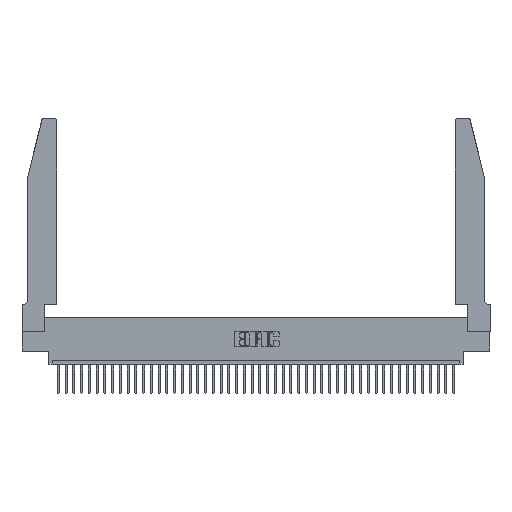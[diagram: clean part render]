
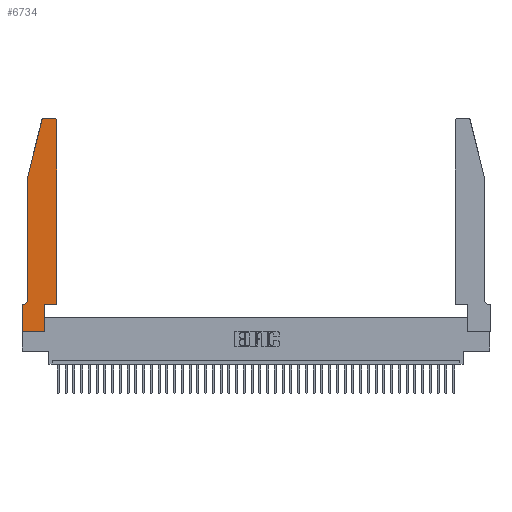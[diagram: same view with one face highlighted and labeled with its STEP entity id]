
A CAD part, top view. The second image highlights one B-rep face of the part: STEP entity #6734.
In plain terms, the highlighted planar face has unit normal (0, 0, 1).
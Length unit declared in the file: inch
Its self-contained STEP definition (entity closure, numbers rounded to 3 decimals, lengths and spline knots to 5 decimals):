
#97 = VERTEX_POINT ( 'NONE', #15838 ) ;
#625 = ORIENTED_EDGE ( 'NONE', *, *, #5587, .T. ) ;
#1150 = VERTEX_POINT ( 'NONE', #38509 ) ;
#1329 = EDGE_LOOP ( 'NONE', ( #8045, #30521, #12406, #40880, #31151, #15933, #625, #25743, #41968, #36755, #18189, #6925 ) ) ;
#1439 = VERTEX_POINT ( 'NONE', #5739 ) ;
#1947 = LINE ( 'NONE', #12625, #27153 ) ;
#2110 = EDGE_CURVE ( 'NONE', #27727, #9719, #35726, .T. ) ;
#3655 = CARTESIAN_POINT ( 'NONE',  ( 0.4505, 0.35, 0.37 ) ) ;
#3738 = CARTESIAN_POINT ( 'NONE',  ( 0.4505, 0.35, 0.37 ) ) ;
#4425 = EDGE_CURVE ( 'NONE', #1439, #39900, #31349, .T. ) ;
#5074 = DIRECTION ( 'NONE',  ( -0.239, -0.971, 0. ) ) ;
#5587 = EDGE_CURVE ( 'NONE', #1150, #39976, #40494, .T. ) ;
#5739 = CARTESIAN_POINT ( 'NONE',  ( 0.4505, 2.72, 0.37 ) ) ;
#5829 = DIRECTION ( 'NONE',  ( 0., -1., 0. ) ) ;
#6383 = VECTOR ( 'NONE', #9658, 39.37008 ) ;
#6734 = ADVANCED_FACE ( 'NONE', ( #14756 ), #31322, .T. ) ;
#6925 = ORIENTED_EDGE ( 'NONE', *, *, #4425, .T. ) ;
#7227 = DIRECTION ( 'NONE',  ( 0., 1., 0. ) ) ;
#8015 = CARTESIAN_POINT ( 'NONE',  ( 0.0755, 2., 0.37 ) ) ;
#8045 = ORIENTED_EDGE ( 'NONE', *, *, #41854, .T. ) ;
#9658 = DIRECTION ( 'NONE',  ( -1., 0., 0. ) ) ;
#9719 = VERTEX_POINT ( 'NONE', #41330 ) ;
#10193 = CIRCLE ( 'NONE', #27521, 0.07 ) ;
#10376 = DIRECTION ( 'NONE',  ( 0., -1., 0. ) ) ;
#10875 = AXIS2_PLACEMENT_3D ( 'NONE', #39403, #42712, #13210 ) ;
#12406 = ORIENTED_EDGE ( 'NONE', *, *, #17346, .T. ) ;
#12625 = CARTESIAN_POINT ( 'NONE',  ( 0.0755, 2., 0.37 ) ) ;
#13210 = DIRECTION ( 'NONE',  ( 1., 0., 0. ) ) ;
#13284 = DIRECTION ( 'NONE',  ( 0., 1., 0. ) ) ;
#13692 = LINE ( 'NONE', #32730, #34792 ) ;
#14756 = FACE_OUTER_BOUND ( 'NONE', #1329, .T. ) ;
#15138 = LINE ( 'NONE', #19253, #6383 ) ;
#15571 = LINE ( 'NONE', #3655, #26825 ) ;
#15838 = CARTESIAN_POINT ( 'NONE',  ( 0.0755, 0.42, 0.37 ) ) ;
#15933 = ORIENTED_EDGE ( 'NONE', *, *, #33036, .T. ) ;
#16159 = CARTESIAN_POINT ( 'NONE',  ( 0.4505, 0.35, 0.37 ) ) ;
#16519 = EDGE_CURVE ( 'NONE', #35131, #1439, #29426, .T. ) ;
#16903 = LINE ( 'NONE', #32820, #30827 ) ;
#17082 = CARTESIAN_POINT ( 'NONE',  ( 0.284, 2.72, 0.37 ) ) ;
#17226 = DIRECTION ( 'NONE',  ( -1., 0., 0. ) ) ;
#17346 = EDGE_CURVE ( 'NONE', #42331, #37225, #21650, .T. ) ;
#17359 = DIRECTION ( 'NONE',  ( 1., 0., 0. ) ) ;
#17364 = DIRECTION ( 'NONE',  ( 0., 0., -1. ) ) ;
#18189 = ORIENTED_EDGE ( 'NONE', *, *, #16519, .T. ) ;
#18545 = EDGE_CURVE ( 'NONE', #37225, #97, #1947, .T. ) ;
#18563 = CARTESIAN_POINT ( 'NONE',  ( 0., 0., 0.37 ) ) ;
#18797 = CARTESIAN_POINT ( 'NONE',  ( 0., 0., 0.37 ) ) ;
#19253 = CARTESIAN_POINT ( 'NONE',  ( 0.0755, 0.35, 0.37 ) ) ;
#20521 = DIRECTION ( 'NONE',  ( 0., 0., 1. ) ) ;
#20526 = CARTESIAN_POINT ( 'NONE',  ( 0.0055, 0.42, 0.37 ) ) ;
#21302 = CARTESIAN_POINT ( 'NONE',  ( 0.0055, 0.35, 0.37 ) ) ;
#21650 = LINE ( 'NONE', #24047, #33993 ) ;
#22255 = CIRCLE ( 'NONE', #33765, 0.03 ) ;
#23014 = CARTESIAN_POINT ( 'NONE',  ( 0.2865, 0.35, 0.37 ) ) ;
#24047 = CARTESIAN_POINT ( 'NONE',  ( 0.0755, 2., 0.37 ) ) ;
#25743 = ORIENTED_EDGE ( 'NONE', *, *, #31472, .T. ) ;
#26034 = EDGE_CURVE ( 'NONE', #39099, #42331, #22255, .T. ) ;
#26149 = CARTESIAN_POINT ( 'NONE',  ( 0.284, 2.75, 0.37 ) ) ;
#26434 = DIRECTION ( 'NONE',  ( 1., 0., 0. ) ) ;
#26825 = VECTOR ( 'NONE', #26434, 39.37008 ) ;
#27153 = VECTOR ( 'NONE', #5829, 39.37008 ) ;
#27521 = AXIS2_PLACEMENT_3D ( 'NONE', #20526, #17364, #17226 ) ;
#27565 = EDGE_CURVE ( 'NONE', #9719, #35131, #15571, .T. ) ;
#27727 = VERTEX_POINT ( 'NONE', #30860 ) ;
#29407 = CARTESIAN_POINT ( 'NONE',  ( 0.25487, 2.72718, 0.37 ) ) ;
#29426 = LINE ( 'NONE', #3738, #32996 ) ;
#30215 = AXIS2_PLACEMENT_3D ( 'NONE', #31030, #40708, #40555 ) ;
#30464 = VERTEX_POINT ( 'NONE', #21302 ) ;
#30521 = ORIENTED_EDGE ( 'NONE', *, *, #26034, .T. ) ;
#30827 = VECTOR ( 'NONE', #39171, 39.37008 ) ;
#30860 = CARTESIAN_POINT ( 'NONE',  ( 0.2865, 0., 0.37 ) ) ;
#31030 = CARTESIAN_POINT ( 'NONE',  ( 0., 0.35, 0.37 ) ) ;
#31151 = ORIENTED_EDGE ( 'NONE', *, *, #36974, .T. ) ;
#31322 = PLANE ( 'NONE',  #30215 ) ;
#31349 = CIRCLE ( 'NONE', #10875, 0.03 ) ;
#31472 = EDGE_CURVE ( 'NONE', #39976, #27727, #13692, .T. ) ;
#32730 = CARTESIAN_POINT ( 'NONE',  ( 0., 0., 0.37 ) ) ;
#32820 = CARTESIAN_POINT ( 'NONE',  ( 0.2605, 2.75, 0.37 ) ) ;
#32996 = VECTOR ( 'NONE', #7227, 39.37008 ) ;
#33036 = EDGE_CURVE ( 'NONE', #30464, #1150, #15138, .T. ) ;
#33765 = AXIS2_PLACEMENT_3D ( 'NONE', #17082, #20521, #17359 ) ;
#33993 = VECTOR ( 'NONE', #5074, 39.37008 ) ;
#34792 = VECTOR ( 'NONE', #36034, 39.37008 ) ;
#35131 = VERTEX_POINT ( 'NONE', #16159 ) ;
#35726 = LINE ( 'NONE', #23014, #41362 ) ;
#36034 = DIRECTION ( 'NONE',  ( 1., 0., 0. ) ) ;
#36755 = ORIENTED_EDGE ( 'NONE', *, *, #27565, .T. ) ;
#36974 = EDGE_CURVE ( 'NONE', #97, #30464, #10193, .T. ) ;
#37225 = VERTEX_POINT ( 'NONE', #8015 ) ;
#37389 = VECTOR ( 'NONE', #10376, 39.37008 ) ;
#38435 = CARTESIAN_POINT ( 'NONE',  ( 0.4205, 2.75, 0.37 ) ) ;
#38509 = CARTESIAN_POINT ( 'NONE',  ( 0., 0.35, 0.37 ) ) ;
#39099 = VERTEX_POINT ( 'NONE', #26149 ) ;
#39171 = DIRECTION ( 'NONE',  ( -1., 0., 0. ) ) ;
#39403 = CARTESIAN_POINT ( 'NONE',  ( 0.4205, 2.72, 0.37 ) ) ;
#39900 = VERTEX_POINT ( 'NONE', #38435 ) ;
#39976 = VERTEX_POINT ( 'NONE', #18563 ) ;
#40494 = LINE ( 'NONE', #18797, #37389 ) ;
#40555 = DIRECTION ( 'NONE',  ( 1., 0., 0. ) ) ;
#40708 = DIRECTION ( 'NONE',  ( 0., 0., 1. ) ) ;
#40880 = ORIENTED_EDGE ( 'NONE', *, *, #18545, .T. ) ;
#41330 = CARTESIAN_POINT ( 'NONE',  ( 0.2865, 0.35, 0.37 ) ) ;
#41362 = VECTOR ( 'NONE', #13284, 39.37008 ) ;
#41854 = EDGE_CURVE ( 'NONE', #39900, #39099, #16903, .T. ) ;
#41968 = ORIENTED_EDGE ( 'NONE', *, *, #2110, .T. ) ;
#42331 = VERTEX_POINT ( 'NONE', #29407 ) ;
#42712 = DIRECTION ( 'NONE',  ( 0., 0., 1. ) ) ;
